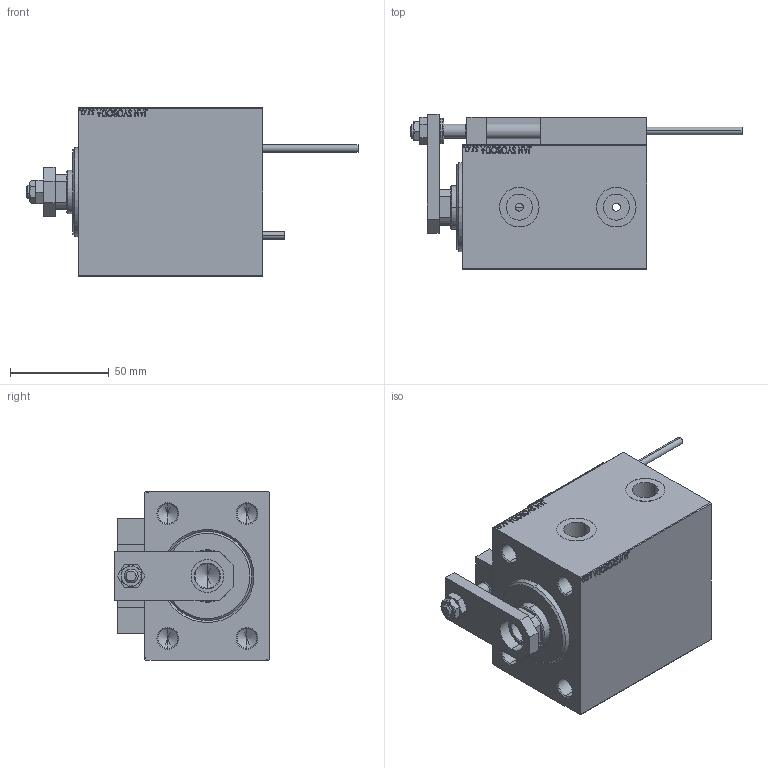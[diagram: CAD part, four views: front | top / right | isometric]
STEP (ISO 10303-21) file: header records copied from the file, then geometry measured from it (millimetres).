
FILE_DESCRIPTION (( 'STEP AP203' ), '1' );
FILE_NAME ('9f12.STEP', '2022-04-17T09:49:56', ( '' ), ( '' ), 'SwSTEP 2.0', 'SolidWorks 2019', '' );
FILE_SCHEMA (( 'CONFIG_CONTROL_DESIGN' ));
Length unit declared in the file: millimetre
Products named in the file (16): V450CM_B_Body b8b9de7d0b8b95e1e4b3aba215009208; ALLEN BOLT D8 b8b9de7d0b8b95e1e4b3aba215009208; MAGNET b8b9de7d0b8b95e1e4b3aba215009208; V450CM_VC_B b8b9de7d0b8b95e1e4b3aba215009208; NUT_D10 b8b9de7d0b8b95e1e4b3aba215009208; KONCOVKA b8b9de7d0b8b95e1e4b3aba215009208; V450CM_B_VCP b8b9de7d0b8b95e1e4b3aba215009208; NUT_D12 b8b9de7d0b8b95e1e4b3aba215009208; SWITCH X b8b9de7d0b8b95e1e4b3aba215009208; SWITCH DIM B,W b8b9de7d0b8b95e1e4b3aba215009208; SWITCH_X_FRONT_BACK b8b9de7d0b8b95e1e4b3aba215009208; Block b8b9de7d0b8b95e1e4b3aba215009208; TYC_L79 b8b9de7d0b8b95e1e4b3aba215009208; ZARAZKA b8b9de7d0b8b95e1e4b3aba215009208; 9f12; ALLEN BOLT D5 b8b9de7d0b8b95e1e4b3aba215009208
Assembly tree (25 placements, depth 3):
  9f12
    V450CM_B_Body b8b9de7d0b8b95e1e4b3aba215009208
    V450CM_B_VCP b8b9de7d0b8b95e1e4b3aba215009208
    SWITCH X b8b9de7d0b8b95e1e4b3aba215009208
      SWITCH_X_FRONT_BACK b8b9de7d0b8b95e1e4b3aba215009208  x2
      TYC_L79 b8b9de7d0b8b95e1e4b3aba215009208
      Block b8b9de7d0b8b95e1e4b3aba215009208  x2
      ALLEN BOLT D5 b8b9de7d0b8b95e1e4b3aba215009208  x4
      ALLEN BOLT D8 b8b9de7d0b8b95e1e4b3aba215009208  x4
      MAGNET b8b9de7d0b8b95e1e4b3aba215009208  x2
      KONCOVKA b8b9de7d0b8b95e1e4b3aba215009208  x2
    NUT_D10 b8b9de7d0b8b95e1e4b3aba215009208
    NUT_D12 b8b9de7d0b8b95e1e4b3aba215009208
    SWITCH DIM B,W b8b9de7d0b8b95e1e4b3aba215009208
    ZARAZKA b8b9de7d0b8b95e1e4b3aba215009208
    V450CM_VC_B b8b9de7d0b8b95e1e4b3aba215009208
Bounding box: 167.7 x 78.5 x 85 mm (x, y, z)
Volume: 504215.8 mm3; surface area: 92969.1 mm2
Topology: 24 solids, 24 shells, 1332 faces, 3184 edges, 2018 vertices
Faces by surface type: plane 565, bspline 380, cylinder 194, cone 145, torus 44, sphere 4
Entity records: 51707 total; most frequent: CARTESIAN_POINT 26312, ORIENTED_EDGE 5356, DIRECTION 3683, EDGE_CURVE 2678, VERTEX_POINT 1742, LINE 1537, VECTOR 1537, EDGE_LOOP 1244
